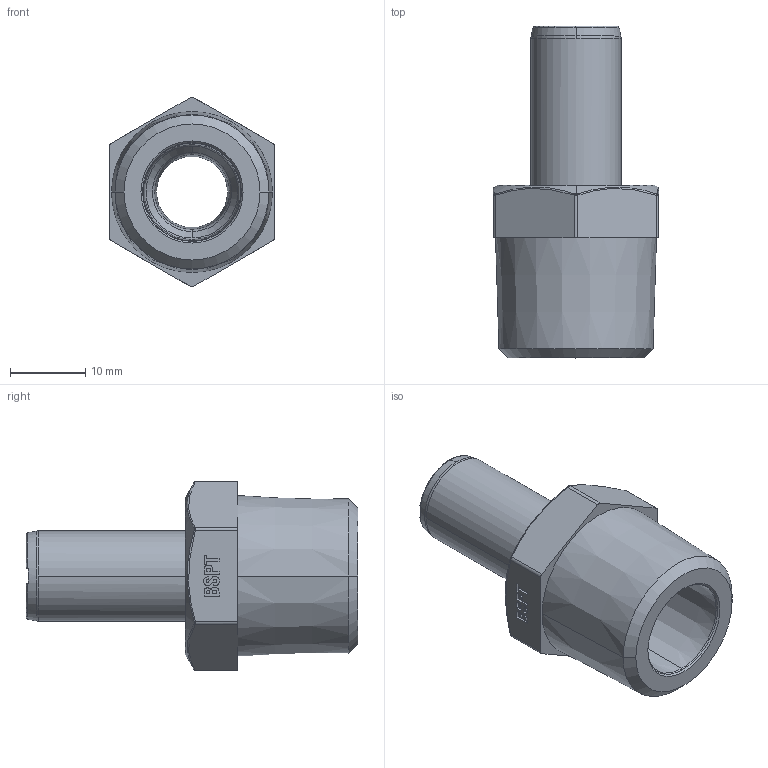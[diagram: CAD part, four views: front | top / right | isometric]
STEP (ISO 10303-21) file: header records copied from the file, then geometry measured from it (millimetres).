
FILE_DESCRIPTION(('STEP AP214'),'1');
FILE_NAME('6821_12_21.stp','2016-07-07T14:44:38',('TraceParts'),('TraceParts S.A.'),'Spatial InterOp 3D',' ',' ');
FILE_SCHEMA(('automotive_design'));
Length unit declared in the file: millimetre
Products named in the file (1): Solide1
Bounding box: 22 x 44.2 x 25.25 mm (x, y, z)
Volume: 5960.4 mm3; surface area: 4782.2 mm2
Topology: 1 solids, 1 shells, 190 faces, 515 edges, 340 vertices
Faces by surface type: plane 74, bspline 64, torus 18, cylinder 18, cone 16
Entity records: 8789 total; most frequent: CARTESIAN_POINT 2602, ORIENTED_EDGE 1030, DIRECTION 893, EDGE_CURVE 515, VERTEX_POINT 340, AXIS2_PLACEMENT_3D 323, LINE 247, VECTOR 247
